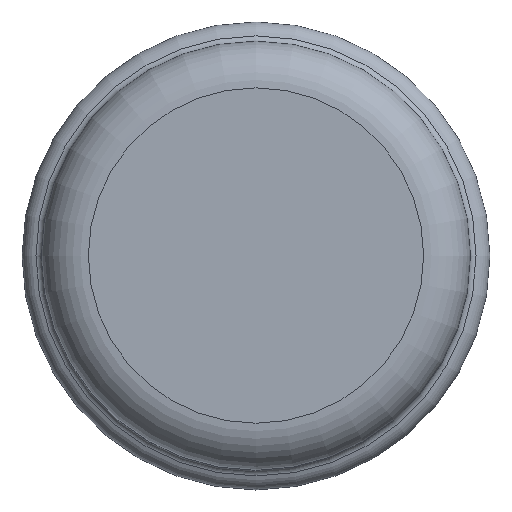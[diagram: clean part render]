
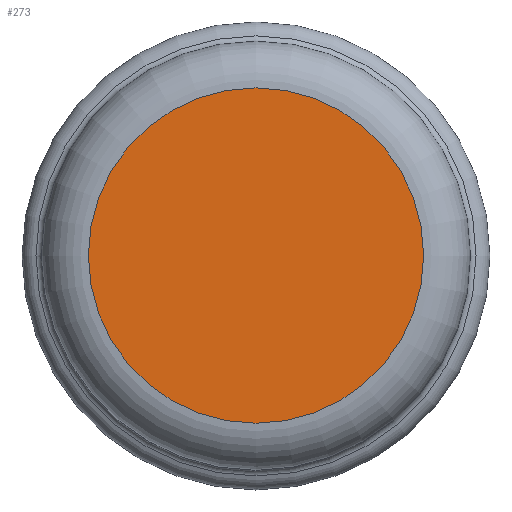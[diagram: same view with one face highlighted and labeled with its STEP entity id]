
A CAD part, top view. The second image highlights one B-rep face of the part: STEP entity #273.
In plain terms, the highlighted planar face has unit normal (0, 0, 1).
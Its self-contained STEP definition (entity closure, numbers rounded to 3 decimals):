
#101=PLANE('',#311);
#122=ORIENTED_EDGE('',*,*,#172,.T.);
#172=EDGE_CURVE('',#197,#197,#210,.F.);
#197=VERTEX_POINT('',#610);
#210=CIRCLE('',#312,10.75);
#222=EDGE_LOOP('',(#122));
#248=FACE_BOUND('',#222,.T.);
#273=ADVANCED_FACE('',(#248),#101,.F.);
#311=AXIS2_PLACEMENT_3D('',#608,#367,#368);
#312=AXIS2_PLACEMENT_3D('',#609,#369,#370);
#367=DIRECTION('',(0.,0.,-1.));
#368=DIRECTION('',(-1.,0.,0.));
#369=DIRECTION('',(0.,0.,-1.));
#370=DIRECTION('',(-1.,0.,0.));
#608=CARTESIAN_POINT('',(0.,0.,20.));
#609=CARTESIAN_POINT('',(0.,0.,20.));
#610=CARTESIAN_POINT('',(-10.75,0.,20.));
